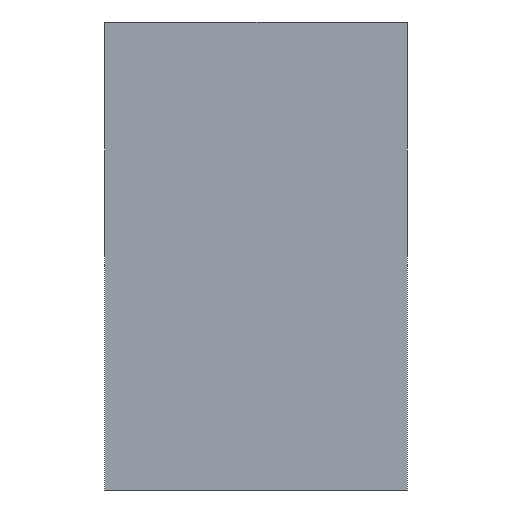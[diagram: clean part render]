
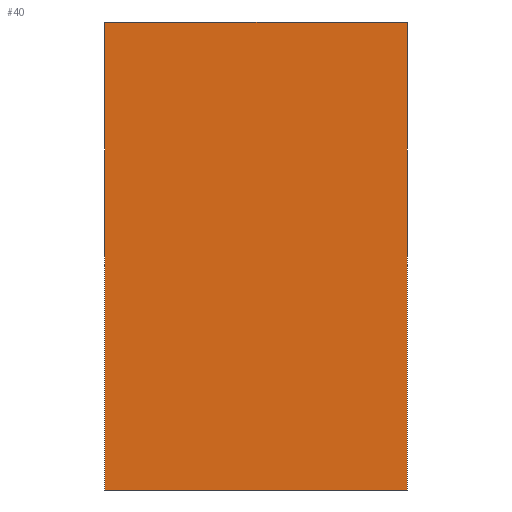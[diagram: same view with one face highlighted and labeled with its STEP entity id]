
A CAD part, left-side view. The second image highlights one B-rep face of the part: STEP entity #40.
In plain terms, the highlighted planar face has unit normal (-1, 0, 0).
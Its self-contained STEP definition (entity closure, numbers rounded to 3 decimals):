
#40 = ADVANCED_FACE( '', ( #81 ), #82, .F. );
#81 = FACE_OUTER_BOUND( '', #130, .T. );
#82 = PLANE( '', #131 );
#130 = EDGE_LOOP( '', ( #185, #186, #187, #188 ) );
#131 = AXIS2_PLACEMENT_3D( '', #189, #190, #191 );
#185 = ORIENTED_EDGE( '', *, *, #255, .T. );
#186 = ORIENTED_EDGE( '', *, *, #253, .F. );
#187 = ORIENTED_EDGE( '', *, *, #256, .F. );
#188 = ORIENTED_EDGE( '', *, *, #257, .T. );
#189 = CARTESIAN_POINT( '', ( -298., 31., 96. ) );
#190 = DIRECTION( '', ( 1., 0., 0. ) );
#191 = DIRECTION( '', ( 0., 0., -1. ) );
#253 = EDGE_CURVE( '', #289, #287, #291, .T. );
#255 = EDGE_CURVE( '', #293, #287, #294, .T. );
#256 = EDGE_CURVE( '', #295, #289, #296, .T. );
#257 = EDGE_CURVE( '', #295, #293, #297, .T. );
#287 = VERTEX_POINT( '', #337 );
#289 = VERTEX_POINT( '', #340 );
#291 = LINE( '', #343, #344 );
#293 = VERTEX_POINT( '', #346 );
#294 = LINE( '', #347, #348 );
#295 = VERTEX_POINT( '', #349 );
#296 = LINE( '', #350, #351 );
#297 = LINE( '', #352, #353 );
#337 = CARTESIAN_POINT( '', ( -298., -31., 0. ) );
#340 = CARTESIAN_POINT( '', ( -298., -31., 96. ) );
#343 = CARTESIAN_POINT( '', ( -298., -31., 96. ) );
#344 = VECTOR( '', #388, 1000. );
#346 = CARTESIAN_POINT( '', ( -298., 31., 0. ) );
#347 = CARTESIAN_POINT( '', ( -298., 31., 0. ) );
#348 = VECTOR( '', #389, 1000. );
#349 = CARTESIAN_POINT( '', ( -298., 31., 96. ) );
#350 = CARTESIAN_POINT( '', ( -298., 31., 96. ) );
#351 = VECTOR( '', #390, 1000. );
#352 = CARTESIAN_POINT( '', ( -298., 31., 96. ) );
#353 = VECTOR( '', #391, 1000. );
#388 = DIRECTION( '', ( 0., 0., -1. ) );
#389 = DIRECTION( '', ( 0., -1., 0. ) );
#390 = DIRECTION( '', ( 0., -1., 0. ) );
#391 = DIRECTION( '', ( 0., 0., -1. ) );
